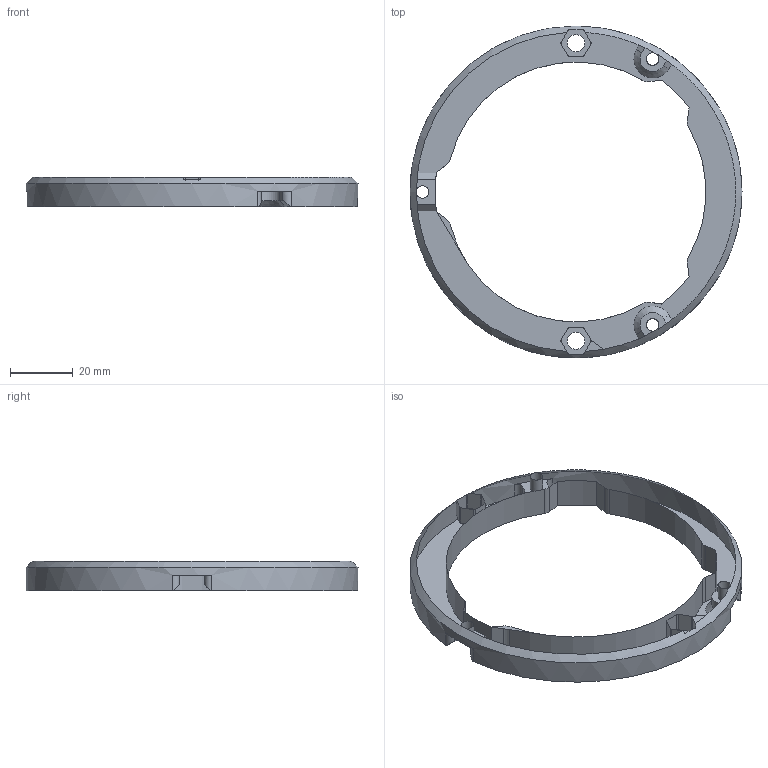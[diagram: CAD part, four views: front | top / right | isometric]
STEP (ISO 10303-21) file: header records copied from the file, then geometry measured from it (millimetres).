
FILE_DESCRIPTION(('STEP AP214'), '1');
FILE_NAME('膰錪犩 碴麔謥臇槫', '', ('UNSPECIFIED'), ('UNSPECIFIED'), 'C3D Converter', 'C3D Toolkit', '');
FILE_SCHEMA(('AUTOMOTIVE_DESIGN { 1 0 10303 214 3 1 1}'));
Length unit declared in the file: millimetre
Bounding box: 106 x 106 x 9.5 mm (x, y, z)
Volume: 28093.1 mm3; surface area: 12334.8 mm2
Topology: 1 solids, 1 shells, 78 faces, 232 edges, 152 vertices
Faces by surface type: cylinder 38, plane 37, cone 3
Full cylindrical faces by diameter (mm): 4 x3, 5.5 x2, 106 x1
Entity records: 3454 total; most frequent: CARTESIAN_POINT 666, DIRECTION 454, ORIENTED_EDGE 450, EDGE_CURVE 225, AXIS2_PLACEMENT_3D 169, VERTEX_POINT 152, LINE 116, VECTOR 116
